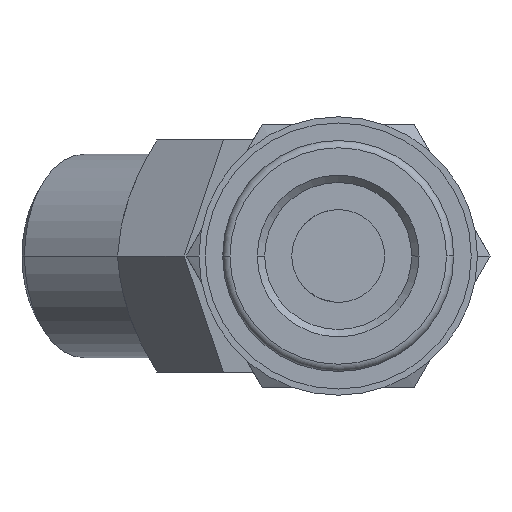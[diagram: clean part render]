
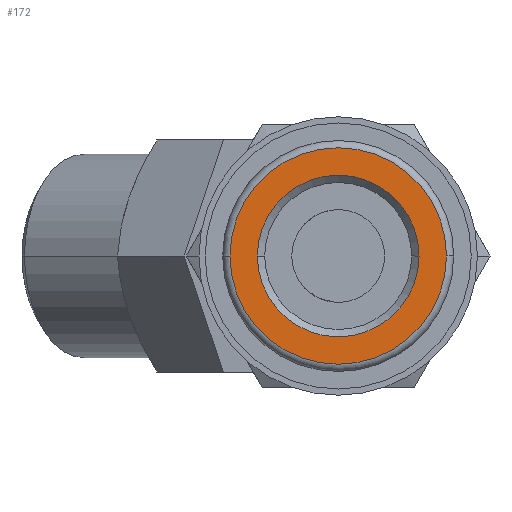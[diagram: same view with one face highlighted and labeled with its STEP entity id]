
A CAD part, front view. The second image highlights one B-rep face of the part: STEP entity #172.
In plain terms, the highlighted planar face has unit normal (0, -1, 0).
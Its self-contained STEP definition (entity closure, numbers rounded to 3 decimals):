
#172=ADVANCED_FACE('',(#399,#400),#401,.T.);
#399=FACE_BOUND('',#688,.T.);
#400=FACE_OUTER_BOUND('',#689,.T.);
#401=PLANE('',#690);
#688=EDGE_LOOP('',(#1126,#1127));
#689=EDGE_LOOP('',(#1128,#1129));
#690=AXIS2_PLACEMENT_3D('',#1130,#1131,#1132);
#1126=ORIENTED_EDGE('',*,*,#1775,.T.);
#1127=ORIENTED_EDGE('',*,*,#1757,.T.);
#1128=ORIENTED_EDGE('',*,*,#1776,.T.);
#1129=ORIENTED_EDGE('',*,*,#1777,.T.);
#1130=CARTESIAN_POINT('',(0.0,0.0,0.0));
#1131=DIRECTION('',(0.0,-1.0,0.0));
#1132=DIRECTION('',(1.0,0.0,0.));
#1757=EDGE_CURVE('',#2124,#2126,#2128,.T.);
#1775=EDGE_CURVE('',#2126,#2124,#2149,.T.);
#1776=EDGE_CURVE('',#2150,#2151,#2152,.T.);
#1777=EDGE_CURVE('',#2151,#2150,#2153,.T.);
#2124=VERTEX_POINT('',#2736);
#2126=VERTEX_POINT('',#2739);
#2128=CIRCLE('',#2742,5.225);
#2149=CIRCLE('',#2769,5.225);
#2150=VERTEX_POINT('',#2770);
#2151=VERTEX_POINT('',#2771);
#2152=CIRCLE('',#2772,7.0);
#2153=CIRCLE('',#2773,7.0);
#2736=CARTESIAN_POINT('',(-5.225,0.0,0.));
#2739=CARTESIAN_POINT('',(5.225,0.0,0.0));
#2742=AXIS2_PLACEMENT_3D('',#3332,#3333,#3334);
#2769=AXIS2_PLACEMENT_3D('',#3356,#3357,#3358);
#2770=CARTESIAN_POINT('',(-7.0,0.0,0.));
#2771=CARTESIAN_POINT('',(7.0,0.0,0.));
#2772=AXIS2_PLACEMENT_3D('',#3359,#3360,#3361);
#2773=AXIS2_PLACEMENT_3D('',#3362,#3363,#3364);
#3332=CARTESIAN_POINT('',(0.0,0.0,0.0));
#3333=DIRECTION('',(0.0,1.0,0.0));
#3334=DIRECTION('',(-1.0,0.0,0.));
#3356=CARTESIAN_POINT('',(0.0,0.0,0.0));
#3357=DIRECTION('',(0.0,1.0,0.0));
#3358=DIRECTION('',(-1.0,0.0,0.));
#3359=CARTESIAN_POINT('',(0.0,0.0,0.0));
#3360=DIRECTION('',(0.0,-1.0,-0.0));
#3361=DIRECTION('',(-1.0,0.0,0.));
#3362=CARTESIAN_POINT('',(0.0,0.0,0.0));
#3363=DIRECTION('',(0.0,-1.0,-0.0));
#3364=DIRECTION('',(-1.0,0.0,0.));
